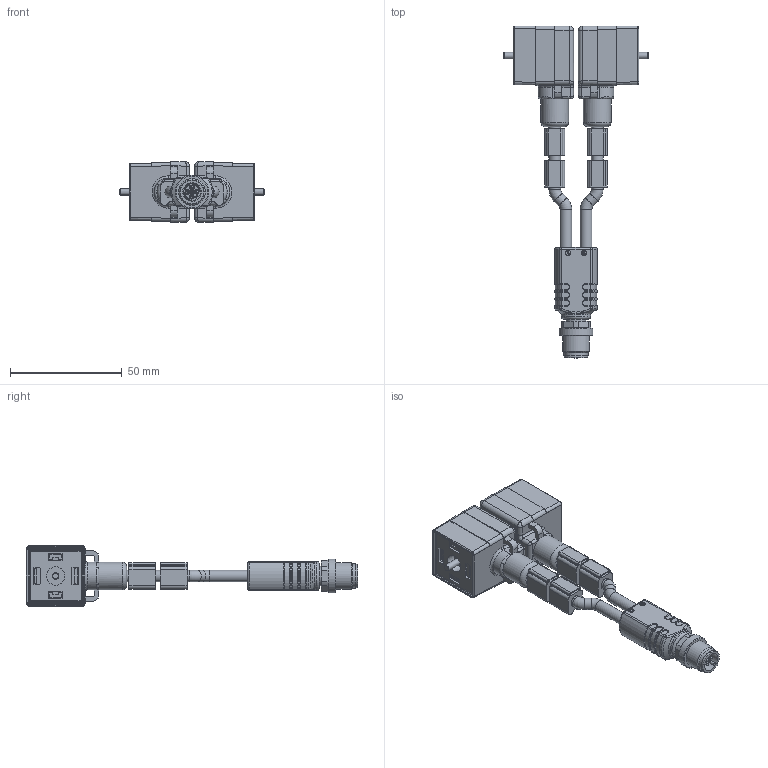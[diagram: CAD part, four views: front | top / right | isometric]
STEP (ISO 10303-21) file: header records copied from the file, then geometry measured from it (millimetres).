
FILE_DESCRIPTION(/* description */ (''),/* implementation_level */ '2;1');
FILE_NAME(/* name */ 'YK-FS4M12-2AL-VAA22-24_3.stp',/* time_stamp */ '2016-11-08T16:56:11+01:00',/* author */ (''),/* organization */ (''),/* preprocessor_version */ 'ST-DEVELOPER v16',/* originating_system */ 'SIEMENS PLM Software NX 10.0',/* authorisation */ '');
FILE_SCHEMA (('AUTOMOTIVE_DESIGN { 1 0 10303 214 3 1 1 1 }'));
Length unit declared in the file: millimetre
Products named in the file (1): YK-FS4M12-2AL-VAA22-24_3
Bounding box: 64.6 x 148.44 x 27.4 mm (x, y, z)
Volume: 54926.6 mm3; surface area: 18424.7 mm2
Topology: 1 solids, 1 shells, 956 faces, 2477 edges, 1555 vertices
Faces by surface type: plane 396, cylinder 338, torus 73, bspline 60, extrusion 53, sphere 21, cone 15
Full cylindrical faces by diameter (mm): 1 x5, 2 x1, 2.5 x4, 2.9 x2, 5.2 x10, 6 x2, 8.2 x2, 8.3 x1, 8.7 x1, 10.5 x1, 10.8 x1, 12 x1, 12.4 x2, 13 x1, 15 x1
Entity records: 32008 total; most frequent: CARTESIAN_POINT 9103, ORIENTED_EDGE 4744, DIRECTION 4736, EDGE_CURVE 2372, AXIS2_PLACEMENT_3D 1685, VERTEX_POINT 1525, VECTOR 1366, LINE 1313
